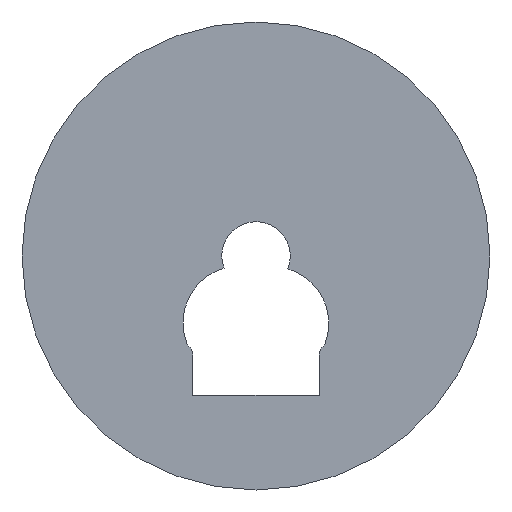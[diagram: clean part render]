
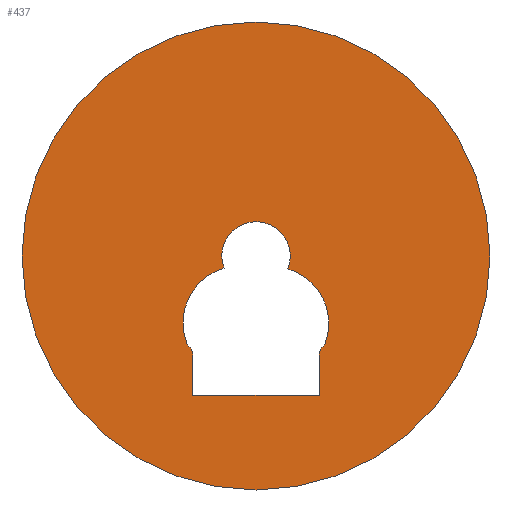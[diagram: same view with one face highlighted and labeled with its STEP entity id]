
A CAD part, front view. The second image highlights one B-rep face of the part: STEP entity #437.
In plain terms, the highlighted planar face has unit normal (0, -1, 0).
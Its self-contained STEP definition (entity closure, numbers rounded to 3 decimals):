
#3 = DIRECTION ( 'NONE',  ( 0., 1., 0. ) ) ;
#7 = CARTESIAN_POINT ( 'NONE',  ( 0., 0., 0. ) ) ;
#10 = DIRECTION ( 'NONE',  ( 0., 0., 1. ) ) ;
#12 = EDGE_LOOP ( 'NONE', ( #217, #265 ) ) ;
#14 = CARTESIAN_POINT ( 'NONE',  ( 11.325, 0., -26.458 ) ) ;
#16 = DIRECTION ( 'NONE',  ( 0., 0., 1. ) ) ;
#24 = CIRCLE ( 'NONE', #59, 2.5 ) ;
#28 = VERTEX_POINT ( 'NONE', #245 ) ;
#30 = EDGE_CURVE ( 'NONE', #241, #422, #404, .T. ) ;
#36 = CARTESIAN_POINT ( 'NONE',  ( 0.258, 0., -2.038 ) ) ;
#45 = AXIS2_PLACEMENT_3D ( 'NONE', #231, #3, #68 ) ;
#50 = DIRECTION ( 'NONE',  ( 0., 1., 0. ) ) ;
#53 = CIRCLE ( 'NONE', #208, 2.5 ) ;
#55 = CARTESIAN_POINT ( 'NONE',  ( 0.258, 0., -2.038 ) ) ;
#57 = AXIS2_PLACEMENT_3D ( 'NONE', #55, #83, #212 ) ;
#59 = AXIS2_PLACEMENT_3D ( 'NONE', #258, #292, #151 ) ;
#65 = VERTEX_POINT ( 'NONE', #81 ) ;
#67 = VERTEX_POINT ( 'NONE', #235 ) ;
#68 = DIRECTION ( 'NONE',  ( 0., 0., 1. ) ) ;
#81 = CARTESIAN_POINT ( 'NONE',  ( 12.295, 0., -17.598 ) ) ;
#83 = DIRECTION ( 'NONE',  ( 0., 1., 0. ) ) ;
#96 = CARTESIAN_POINT ( 'NONE',  ( -10.809, 0., -19.576 ) ) ;
#98 = FACE_BOUND ( 'NONE', #163, .T. ) ;
#100 = CIRCLE ( 'NONE', #360, 41. ) ;
#102 = VERTEX_POINT ( 'NONE', #14 ) ;
#104 = EDGE_CURVE ( 'NONE', #132, #65, #53, .T. ) ;
#109 = CIRCLE ( 'NONE', #45, 6. ) ;
#120 = DIRECTION ( 'NONE',  ( 0., 0., 1. ) ) ;
#122 = VECTOR ( 'NONE', #120, 1000. ) ;
#123 = CARTESIAN_POINT ( 'NONE',  ( 11.325, 0., 0. ) ) ;
#132 = VERTEX_POINT ( 'NONE', #279 ) ;
#137 = DIRECTION ( 'NONE',  ( 1., 0., 0. ) ) ;
#141 = DIRECTION ( 'NONE',  ( 0., 0., 1. ) ) ;
#151 = DIRECTION ( 'NONE',  ( 0., 0., 1. ) ) ;
#157 = EDGE_CURVE ( 'NONE', #102, #132, #186, .T. ) ;
#163 = EDGE_LOOP ( 'NONE', ( #196, #378, #274, #386, #421, #230, #436, #165 ) ) ;
#165 = ORIENTED_EDGE ( 'NONE', *, *, #233, .T. ) ;
#167 = DIRECTION ( 'NONE',  ( 0., 0., 1. ) ) ;
#170 = EDGE_CURVE ( 'NONE', #65, #28, #428, .T. ) ;
#174 = AXIS2_PLACEMENT_3D ( 'NONE', #391, #439, #167 ) ;
#182 = CARTESIAN_POINT ( 'NONE',  ( 3.012, 0., -13.881 ) ) ;
#184 = EDGE_CURVE ( 'NONE', #67, #341, #320, .T. ) ;
#186 = LINE ( 'NONE', #123, #122 ) ;
#192 = VERTEX_POINT ( 'NONE', #334 ) ;
#196 = ORIENTED_EDGE ( 'NONE', *, *, #347, .F. ) ;
#203 = DIRECTION ( 'NONE',  ( 0., 0., 1. ) ) ;
#208 = AXIS2_PLACEMENT_3D ( 'NONE', #398, #50, #16 ) ;
#212 = DIRECTION ( 'NONE',  ( 0., 0., 1. ) ) ;
#213 = AXIS2_PLACEMENT_3D ( 'NONE', #182, #333, #337 ) ;
#217 = ORIENTED_EDGE ( 'NONE', *, *, #379, .F. ) ;
#218 = AXIS2_PLACEMENT_3D ( 'NONE', #7, #426, #141 ) ;
#230 = ORIENTED_EDGE ( 'NONE', *, *, #365, .F. ) ;
#231 = CARTESIAN_POINT ( 'NONE',  ( 0.258, 0., -2.038 ) ) ;
#233 = EDGE_CURVE ( 'NONE', #422, #354, #24, .T. ) ;
#235 = CARTESIAN_POINT ( 'NONE',  ( 0.258, 0., 38.962 ) ) ;
#241 = VERTEX_POINT ( 'NONE', #256 ) ;
#243 = LINE ( 'NONE', #435, #447 ) ;
#245 = CARTESIAN_POINT ( 'NONE',  ( 5.822, 0., -4.284 ) ) ;
#246 = VECTOR ( 'NONE', #203, 1000. ) ;
#256 = CARTESIAN_POINT ( 'NONE',  ( -10.809, 0., -26.458 ) ) ;
#258 = CARTESIAN_POINT ( 'NONE',  ( -13.309, 0., -19.576 ) ) ;
#265 = ORIENTED_EDGE ( 'NONE', *, *, #184, .F. ) ;
#274 = ORIENTED_EDGE ( 'NONE', *, *, #170, .F. ) ;
#279 = CARTESIAN_POINT ( 'NONE',  ( 11.325, 0., -19.576 ) ) ;
#292 = DIRECTION ( 'NONE',  ( 0., -1., 0. ) ) ;
#312 = EDGE_CURVE ( 'NONE', #192, #28, #109, .T. ) ;
#317 = DIRECTION ( 'NONE',  ( 0., 1., 0. ) ) ;
#320 = CIRCLE ( 'NONE', #57, 41. ) ;
#333 = DIRECTION ( 'NONE',  ( 0., -1., 0. ) ) ;
#334 = CARTESIAN_POINT ( 'NONE',  ( -5.348, 0., -4.177 ) ) ;
#337 = DIRECTION ( 'NONE',  ( 0., 0., 1. ) ) ;
#341 = VERTEX_POINT ( 'NONE', #355 ) ;
#343 = CIRCLE ( 'NONE', #174, 10. ) ;
#347 = EDGE_CURVE ( 'NONE', #192, #354, #343, .T. ) ;
#350 = CARTESIAN_POINT ( 'NONE',  ( -11.777, 0., -17.6 ) ) ;
#354 = VERTEX_POINT ( 'NONE', #350 ) ;
#355 = CARTESIAN_POINT ( 'NONE',  ( 0.258, 0., -43.038 ) ) ;
#360 = AXIS2_PLACEMENT_3D ( 'NONE', #36, #317, #10 ) ;
#365 = EDGE_CURVE ( 'NONE', #241, #102, #243, .T. ) ;
#378 = ORIENTED_EDGE ( 'NONE', *, *, #312, .T. ) ;
#379 = EDGE_CURVE ( 'NONE', #341, #67, #100, .T. ) ;
#385 = FACE_OUTER_BOUND ( 'NONE', #12, .T. ) ;
#386 = ORIENTED_EDGE ( 'NONE', *, *, #104, .F. ) ;
#389 = PLANE ( 'NONE',  #218 ) ;
#391 = CARTESIAN_POINT ( 'NONE',  ( -2.538, 0., -13.774 ) ) ;
#398 = CARTESIAN_POINT ( 'NONE',  ( 13.825, 0., -19.576 ) ) ;
#400 = CARTESIAN_POINT ( 'NONE',  ( -10.809, 0., 0. ) ) ;
#404 = LINE ( 'NONE', #400, #246 ) ;
#421 = ORIENTED_EDGE ( 'NONE', *, *, #157, .F. ) ;
#422 = VERTEX_POINT ( 'NONE', #96 ) ;
#426 = DIRECTION ( 'NONE',  ( 0., 1., 0. ) ) ;
#428 = CIRCLE ( 'NONE', #213, 10. ) ;
#435 = CARTESIAN_POINT ( 'NONE',  ( 0., 0., -26.458 ) ) ;
#436 = ORIENTED_EDGE ( 'NONE', *, *, #30, .T. ) ;
#437 = ADVANCED_FACE ( 'NONE', ( #98, #385 ), #389, .F. ) ;
#439 = DIRECTION ( 'NONE',  ( 0., -1., 0. ) ) ;
#447 = VECTOR ( 'NONE', #137, 1000. ) ;
